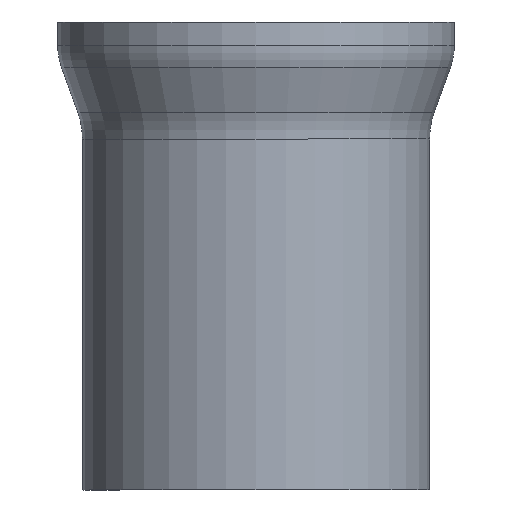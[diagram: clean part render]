
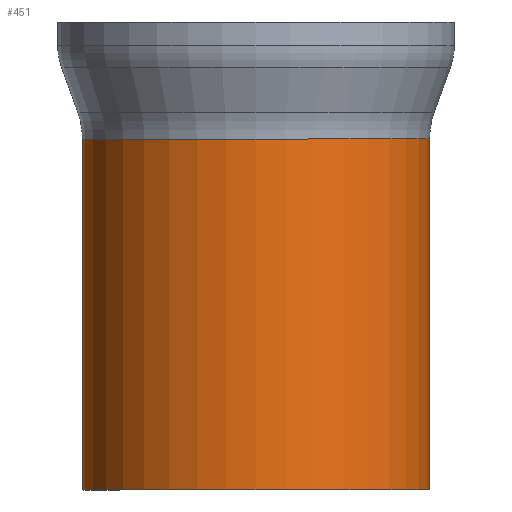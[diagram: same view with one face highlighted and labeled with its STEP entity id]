
A CAD part, front view. The second image highlights one B-rep face of the part: STEP entity #451.
In plain terms, the highlighted cylindrical face has radius 445 mm (diameter 890 mm), a full revolution.
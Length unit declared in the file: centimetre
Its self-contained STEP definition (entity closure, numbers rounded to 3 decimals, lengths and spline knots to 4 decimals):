
#47=CYLINDRICAL_SURFACE('',#545,44.5);
#63=FACE_OUTER_BOUND('',#93,.T.);
#93=EDGE_LOOP('',(#345,#346,#347,#348,#349));
#110=CIRCLE('',#511,44.5);
#132=CIRCLE('',#543,44.5);
#133=CIRCLE('',#544,44.5);
#168=VERTEX_POINT('',#798);
#186=VERTEX_POINT('',#852);
#187=VERTEX_POINT('',#854);
#216=EDGE_CURVE('',#168,#168,#110,.T.);
#243=EDGE_CURVE('',#187,#186,#132,.T.);
#244=EDGE_CURVE('',#186,#187,#133,.T.);
#245=EDGE_CURVE('',#168,#187,#480,.T.);
#345=ORIENTED_EDGE('',*,*,#216,.F.);
#346=ORIENTED_EDGE('',*,*,#245,.T.);
#347=ORIENTED_EDGE('',*,*,#243,.T.);
#348=ORIENTED_EDGE('',*,*,#244,.T.);
#349=ORIENTED_EDGE('',*,*,#245,.F.);
#451=ADVANCED_FACE('',(#63),#47,.T.);
#480=LINE('',#858,#497);
#497=VECTOR('',#679,44.5);
#511=AXIS2_PLACEMENT_3D('',#799,#604,#605);
#543=AXIS2_PLACEMENT_3D('',#855,#673,#674);
#544=AXIS2_PLACEMENT_3D('',#856,#675,#676);
#545=AXIS2_PLACEMENT_3D('',#857,#677,#678);
#604=DIRECTION('center_axis',(0.,0.,
-1.));
#605=DIRECTION('ref_axis',(0.,1.,0.));
#673=DIRECTION('center_axis',(0.,0.,
-1.));
#674=DIRECTION('ref_axis',(1.,0.,0.));
#675=DIRECTION('center_axis',(0.,0.,
-1.));
#676=DIRECTION('ref_axis',(1.,0.,0.));
#677=DIRECTION('center_axis',(0.,0.,
-1.));
#678=DIRECTION('ref_axis',(1.,0.,0.));
#679=DIRECTION('',(0.,0.,1.));
#798=CARTESIAN_POINT('',(-44.5,0.,0.));
#799=CARTESIAN_POINT('Origin',(0.,0.,
0.));
#852=CARTESIAN_POINT('',(0.,-44.5,90.));
#854=CARTESIAN_POINT('',(-44.5,0.,90.));
#855=CARTESIAN_POINT('Origin',(0.,0.,
90.));
#856=CARTESIAN_POINT('Origin',(0.,0.,
90.));
#857=CARTESIAN_POINT('Origin',(0.,0.,
-5.));
#858=CARTESIAN_POINT('',(-44.5,0.,-5.));
